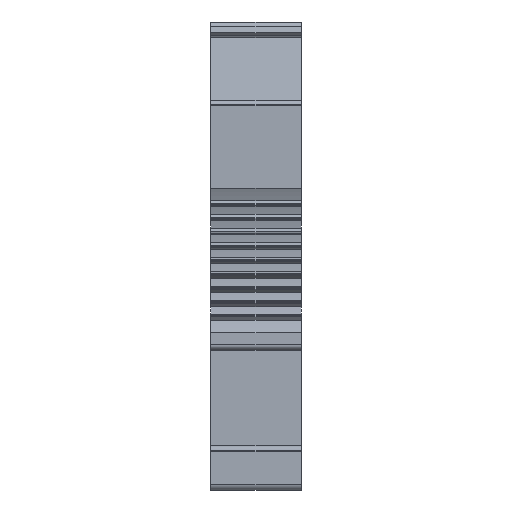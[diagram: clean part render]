
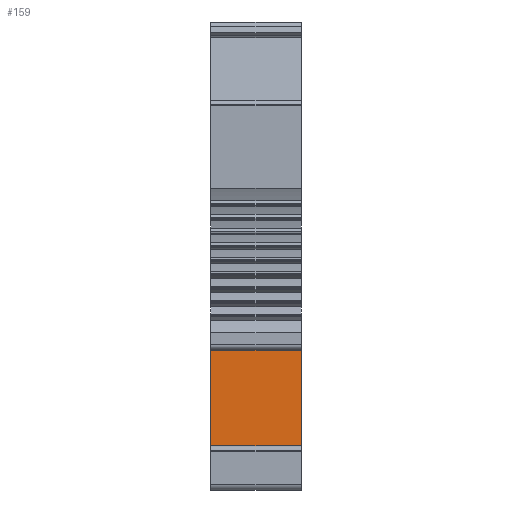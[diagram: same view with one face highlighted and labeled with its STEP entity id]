
A CAD part, front view. The second image highlights one B-rep face of the part: STEP entity #159.
In plain terms, the highlighted planar face has unit normal (0, -1, 0).
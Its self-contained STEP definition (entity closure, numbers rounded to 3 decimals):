
#159=ADVANCED_FACE('',(#516),#517,.T.);
#516=FACE_OUTER_BOUND('',#1002,.T.);
#517=PLANE('',#1003);
#1002=EDGE_LOOP('',(#2447,#2448,#2449,#2450));
#1003=AXIS2_PLACEMENT_3D('',#2451,#2452,#2453);
#2447=ORIENTED_EDGE('',*,*,#3916,.F.);
#2448=ORIENTED_EDGE('',*,*,#3710,.T.);
#2449=ORIENTED_EDGE('',*,*,#3917,.F.);
#2450=ORIENTED_EDGE('',*,*,#3532,.F.);
#2451=CARTESIAN_POINT('',(53.67,-28.768,-37.894));
#2452=DIRECTION('',(0.,-1.0,0.));
#2453=DIRECTION('',(1.0,0.0,0.));
#3532=EDGE_CURVE('',#4368,#4370,#4371,.T.);
#3710=EDGE_CURVE('',#4724,#4722,#4725,.T.);
#3916=EDGE_CURVE('',#4724,#4368,#5033,.T.);
#3917=EDGE_CURVE('',#4370,#4722,#5034,.T.);
#4368=VERTEX_POINT('',#5700);
#4370=VERTEX_POINT('',#5703);
#4371=LINE('',#5704,#5705);
#4722=VERTEX_POINT('',#6214);
#4724=VERTEX_POINT('',#6217);
#4725=LINE('',#6218,#6219);
#5033=LINE('',#6727,#6728);
#5034=LINE('',#6729,#6730);
#5700=CARTESIAN_POINT('',(45.52,-28.768,-40.4));
#5703=CARTESIAN_POINT('',(45.52,-28.768,-31.8));
#5704=CARTESIAN_POINT('',(45.52,-28.768,-40.4));
#5705=VECTOR('',#7407,8.6);
#6214=CARTESIAN_POINT('',(53.67,-28.768,-31.8));
#6217=CARTESIAN_POINT('',(53.67,-28.768,-40.4));
#6218=CARTESIAN_POINT('',(53.67,-28.768,-40.4));
#6219=VECTOR('',#7726,8.6);
#6727=CARTESIAN_POINT('',(53.67,-28.768,-40.4));
#6728=VECTOR('',#8017,8.15);
#6729=CARTESIAN_POINT('',(45.52,-28.768,-31.8));
#6730=VECTOR('',#8018,8.15);
#7407=DIRECTION('',(0.,0.,1.0));
#7726=DIRECTION('',(0.,0.,1.0));
#8017=DIRECTION('',(-1.0,0.0,0.));
#8018=DIRECTION('',(1.0,0.0,0.));
